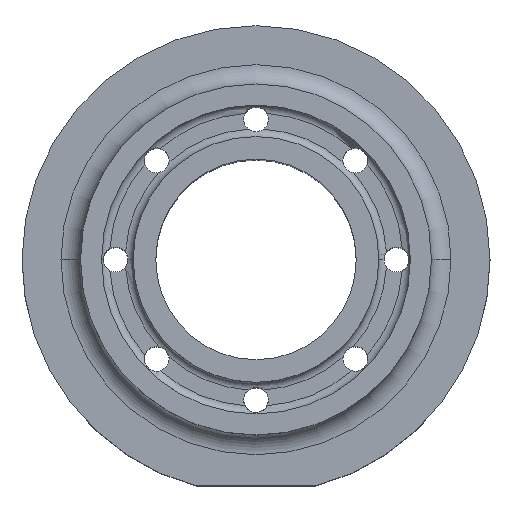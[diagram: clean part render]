
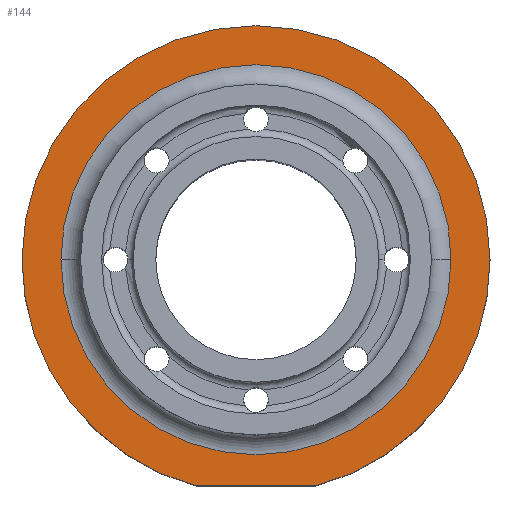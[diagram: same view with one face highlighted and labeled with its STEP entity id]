
A CAD part, top view. The second image highlights one B-rep face of the part: STEP entity #144.
In plain terms, the highlighted planar face has unit normal (0, 0, 1).
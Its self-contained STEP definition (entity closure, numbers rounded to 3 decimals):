
#7 = AXIS2_PLACEMENT_3D ( 'NONE', #2968, #2979, #2982 ) ;
#13 = DIRECTION ( 'NONE',  ( 0., 0., 1. ) ) ;
#144 = ADVANCED_FACE ( 'NONE', ( #670, #691 ), #1904, .T. ) ;
#150 = CARTESIAN_POINT ( 'NONE',  ( 0., 0., 25. ) ) ;
#276 = EDGE_CURVE ( 'NONE', #964, #2087, #718, .T. ) ;
#308 = AXIS2_PLACEMENT_3D ( 'NONE', #3119, #1455, #1352 ) ;
#670 = FACE_BOUND ( 'NONE', #995, .T. ) ;
#683 = CARTESIAN_POINT ( 'NONE',  ( 0., 0., 25. ) ) ;
#691 = FACE_OUTER_BOUND ( 'NONE', #826, .T. ) ;
#703 = CIRCLE ( 'NONE', #308, 60. ) ;
#704 = ORIENTED_EDGE ( 'NONE', *, *, #2315, .T. ) ;
#716 = CARTESIAN_POINT ( 'NONE',  ( -60., 0., 25. ) ) ;
#718 = CIRCLE ( 'NONE', #1115, 60. ) ;
#746 = DIRECTION ( 'NONE',  ( 0., 0., -1. ) ) ;
#803 = AXIS2_PLACEMENT_3D ( 'NONE', #683, #746, #3035 ) ;
#826 = EDGE_LOOP ( 'NONE', ( #3047, #2722, #2940, #2805 ) ) ;
#857 = AXIS2_PLACEMENT_3D ( 'NONE', #2101, #2100, #2324 ) ;
#915 = VERTEX_POINT ( 'NONE', #2086 ) ;
#964 = VERTEX_POINT ( 'NONE', #2817 ) ;
#995 = EDGE_LOOP ( 'NONE', ( #704, #3250 ) ) ;
#1087 = CARTESIAN_POINT ( 'NONE',  ( 50., 0., 25. ) ) ;
#1115 = AXIS2_PLACEMENT_3D ( 'NONE', #150, #1485, #3056 ) ;
#1173 = AXIS2_PLACEMENT_3D ( 'NONE', #2028, #13, #2023 ) ;
#1307 = EDGE_CURVE ( 'NONE', #915, #964, #1946, .T. ) ;
#1352 = DIRECTION ( 'NONE',  ( 1., 0., 0. ) ) ;
#1364 = EDGE_CURVE ( 'NONE', #915, #1997, #3394, .T. ) ;
#1375 = EDGE_CURVE ( 'NONE', #3333, #2681, #3353, .T. ) ;
#1455 = DIRECTION ( 'NONE',  ( 0., 0., 1. ) ) ;
#1485 = DIRECTION ( 'NONE',  ( 0., 0., 1. ) ) ;
#1514 = CARTESIAN_POINT ( 'NONE',  ( -50., 0., 25. ) ) ;
#1673 = CARTESIAN_POINT ( 'NONE',  ( 0., -58., 25. ) ) ;
#1904 = PLANE ( 'NONE',  #1173 ) ;
#1946 = CIRCLE ( 'NONE', #857, 60. ) ;
#1997 = VERTEX_POINT ( 'NONE', #3280 ) ;
#2006 = EDGE_CURVE ( 'NONE', #2087, #1997, #703, .T. ) ;
#2023 = DIRECTION ( 'NONE',  ( 1., 0., 0. ) ) ;
#2028 = CARTESIAN_POINT ( 'NONE',  ( 0., 0., 25. ) ) ;
#2086 = CARTESIAN_POINT ( 'NONE',  ( 15.362, -58., 25. ) ) ;
#2087 = VERTEX_POINT ( 'NONE', #716 ) ;
#2100 = DIRECTION ( 'NONE',  ( 0., 0., 1. ) ) ;
#2101 = CARTESIAN_POINT ( 'NONE',  ( 0., 0., 25. ) ) ;
#2315 = EDGE_CURVE ( 'NONE', #2681, #3333, #3040, .T. ) ;
#2324 = DIRECTION ( 'NONE',  ( 1., 0., 0. ) ) ;
#2681 = VERTEX_POINT ( 'NONE', #1087 ) ;
#2722 = ORIENTED_EDGE ( 'NONE', *, *, #1307, .T. ) ;
#2805 = ORIENTED_EDGE ( 'NONE', *, *, #2006, .T. ) ;
#2817 = CARTESIAN_POINT ( 'NONE',  ( 60., 0., 25. ) ) ;
#2940 = ORIENTED_EDGE ( 'NONE', *, *, #276, .T. ) ;
#2968 = CARTESIAN_POINT ( 'NONE',  ( 0., 0., 25. ) ) ;
#2979 = DIRECTION ( 'NONE',  ( 0., 0., -1. ) ) ;
#2982 = DIRECTION ( 'NONE',  ( 1., 0., 0. ) ) ;
#3035 = DIRECTION ( 'NONE',  ( 1., 0., 0. ) ) ;
#3040 = CIRCLE ( 'NONE', #7, 50. ) ;
#3047 = ORIENTED_EDGE ( 'NONE', *, *, #1364, .F. ) ;
#3056 = DIRECTION ( 'NONE',  ( 1., 0., 0. ) ) ;
#3119 = CARTESIAN_POINT ( 'NONE',  ( 0., 0., 25. ) ) ;
#3200 = DIRECTION ( 'NONE',  ( -1., 0., 0. ) ) ;
#3250 = ORIENTED_EDGE ( 'NONE', *, *, #1375, .T. ) ;
#3280 = CARTESIAN_POINT ( 'NONE',  ( -15.362, -58., 25. ) ) ;
#3333 = VERTEX_POINT ( 'NONE', #1514 ) ;
#3353 = CIRCLE ( 'NONE', #803, 50. ) ;
#3361 = VECTOR ( 'NONE', #3200, 1000. ) ;
#3394 = LINE ( 'NONE', #1673, #3361 ) ;
